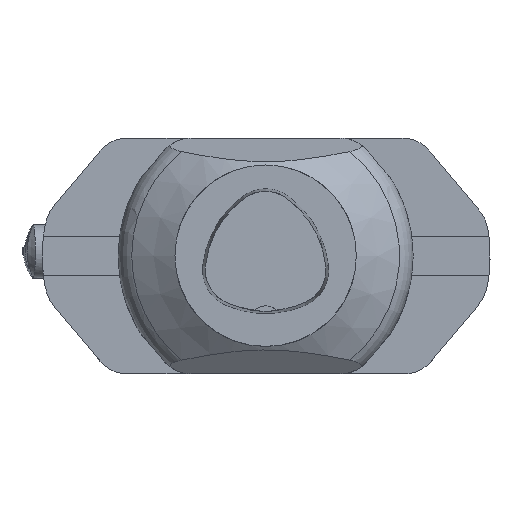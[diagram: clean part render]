
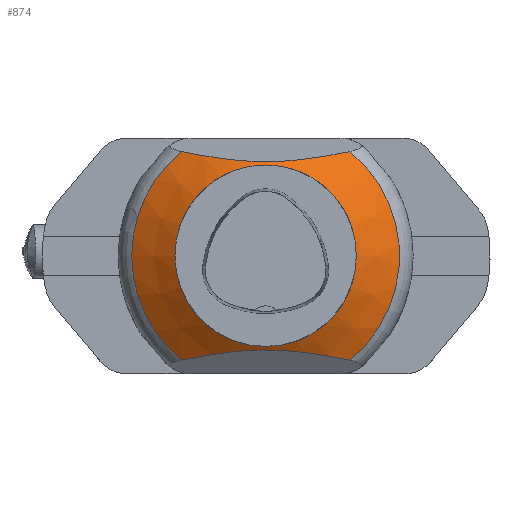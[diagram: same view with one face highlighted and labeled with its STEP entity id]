
A CAD part, top view. The second image highlights one B-rep face of the part: STEP entity #874.
In plain terms, the highlighted conical face has half-angle 55 degrees and reference radius 39.992 mm.
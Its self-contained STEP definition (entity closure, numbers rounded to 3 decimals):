
#273=CONICAL_SURFACE('',#8479,39.993,55.);
#298=FACE_BOUND('',#2038,.T.);
#299=FACE_BOUND('',#2039,.T.);
#529=CIRCLE('',#8476,40.);
#530=CIRCLE('',#8477,59.03);
#531=CIRCLE('',#8478,59.03);
#811=B_SPLINE_CURVE_WITH_KNOTS('',3,(#11779,#11780,#11781,#11782,#11783,
#11784,#11785,#11786,#11787,#11788),.UNSPECIFIED.,.F.,.F.,(4,2,2,2,4),(0.,
0.25,0.5,0.75,1.),.UNSPECIFIED.);
#815=B_SPLINE_CURVE_WITH_KNOTS('',3,(#11811,#11812,#11813,#11814,#11815,
#11816,#11817,#11818,#11819,#11820),.UNSPECIFIED.,.F.,.F.,(4,2,2,2,4),(0.,
0.25,0.5,0.75,1.),.UNSPECIFIED.);
#874=ADVANCED_FACE('',(#298,#299),#273,.T.);
#2038=EDGE_LOOP('',(#2640));
#2039=EDGE_LOOP('',(#2641,#2642,#2643,#2644));
#2640=ORIENTED_EDGE('',*,*,#5636,.T.);
#2641=ORIENTED_EDGE('',*,*,#5631,.F.);
#2642=ORIENTED_EDGE('',*,*,#5637,.T.);
#2643=ORIENTED_EDGE('',*,*,#5635,.F.);
#2644=ORIENTED_EDGE('',*,*,#5638,.T.);
#4842=VERTEX_POINT('',#11778);
#4843=VERTEX_POINT('',#11789);
#4844=VERTEX_POINT('',#11803);
#4845=VERTEX_POINT('',#11810);
#4846=VERTEX_POINT('',#11823);
#5631=EDGE_CURVE('',#4842,#4843,#811,.T.);
#5635=EDGE_CURVE('',#4845,#4844,#815,.T.);
#5636=EDGE_CURVE('',#4846,#4846,#529,.T.);
#5637=EDGE_CURVE('',#4842,#4844,#530,.T.);
#5638=EDGE_CURVE('',#4845,#4843,#531,.T.);
#8476=AXIS2_PLACEMENT_3D('',#11822,#9349,#9350);
#8477=AXIS2_PLACEMENT_3D('',#11824,#9351,#9352);
#8478=AXIS2_PLACEMENT_3D('',#11825,#9353,#9354);
#8479=AXIS2_PLACEMENT_3D('',#11826,#9355,#9356);
#9349=DIRECTION('',(0.,0.,-1.));
#9350=DIRECTION('',(-1.,0.,0.));
#9351=DIRECTION('',(0.,0.,1.));
#9352=DIRECTION('',(-1.,0.,0.));
#9353=DIRECTION('',(0.,0.,1.));
#9354=DIRECTION('',(-1.,0.,0.));
#9355=DIRECTION('',(0.,0.,-1.));
#9356=DIRECTION('',(-1.,0.,0.));
#11778=CARTESIAN_POINT('',(37.032,-45.969,-43.43));
#11779=CARTESIAN_POINT('',(37.032,-45.969,-43.43));
#11780=CARTESIAN_POINT('',(31.325,-44.831,-40.302));
#11781=CARTESIAN_POINT('',(25.507,-43.765,-37.373));
#11782=CARTESIAN_POINT('',(13.182,-42.083,-32.754));
#11783=CARTESIAN_POINT('',(6.719,-41.504,-31.163));
#11784=CARTESIAN_POINT('',(-6.642,-41.5,-31.151));
#11785=CARTESIAN_POINT('',(-13.117,-42.076,-32.734));
#11786=CARTESIAN_POINT('',(-25.483,-43.76,-37.361));
#11787=CARTESIAN_POINT('',(-31.314,-44.828,-40.296));
#11788=CARTESIAN_POINT('',(-37.032,-45.969,-43.43));
#11789=CARTESIAN_POINT('',(-37.032,-45.969,-43.43));
#11803=CARTESIAN_POINT('',(37.032,45.969,-43.43));
#11810=CARTESIAN_POINT('',(-37.032,45.969,-43.43));
#11811=CARTESIAN_POINT('',(-37.032,45.969,-43.43));
#11812=CARTESIAN_POINT('',(-31.325,44.831,-40.302));
#11813=CARTESIAN_POINT('',(-25.507,43.765,-37.373));
#11814=CARTESIAN_POINT('',(-13.182,42.083,-32.754));
#11815=CARTESIAN_POINT('',(-6.719,41.504,-31.163));
#11816=CARTESIAN_POINT('',(6.642,41.5,-31.151));
#11817=CARTESIAN_POINT('',(13.117,42.076,-32.734));
#11818=CARTESIAN_POINT('',(25.483,43.76,-37.361));
#11819=CARTESIAN_POINT('',(31.314,44.828,-40.296));
#11820=CARTESIAN_POINT('',(37.032,45.969,-43.43));
#11822=CARTESIAN_POINT('',(0.,0.,-30.105));
#11823=CARTESIAN_POINT('',(-40.,0.,-30.105));
#11824=CARTESIAN_POINT('',(0.,0.,-43.43));
#11825=CARTESIAN_POINT('',(0.,0.,-43.43));
#11826=CARTESIAN_POINT('',(0.,0.,-30.1));
